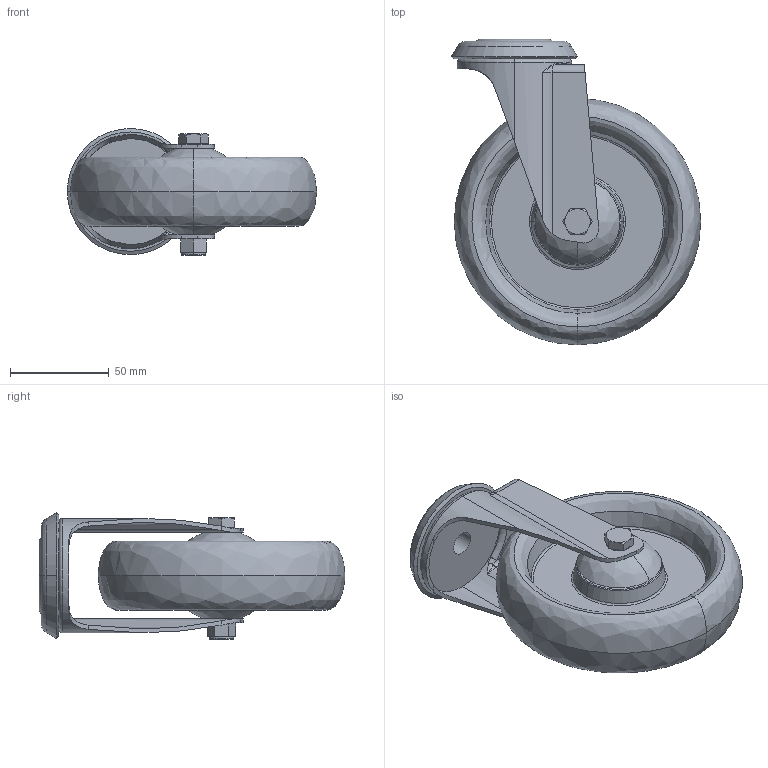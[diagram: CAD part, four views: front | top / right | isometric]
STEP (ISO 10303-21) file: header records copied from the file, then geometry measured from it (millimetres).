
FILE_DESCRIPTION (( 'STEP AP214' ), '1' );
FILE_NAME ('0030129.step', '2021-05-21T07:33:44', ( 'Windows-Benutzer' ), ( '' ), 'SwSTEP 2.0', 'SolidWorks 2020', '' );
FILE_SCHEMA (( 'AUTOMOTIVE_DESIGN' ));
Length unit declared in the file: millimetre
Products named in the file (1): 0030129
Bounding box: 126.5 x 155 x 64.4 mm (x, y, z)
Volume: 280049.7 mm3; surface area: 112545 mm2
Topology: 7 solids, 7 shells, 215 faces, 482 edges, 292 vertices
Faces by surface type: plane 59, cylinder 52, torus 44, cone 36, bspline 24
Entity records: 9011 total; most frequent: CARTESIAN_POINT 1796, DIRECTION 1062, ORIENTED_EDGE 956, EDGE_CURVE 478, AXIS2_PLACEMENT_3D 460, VERTEX_POINT 292, CIRCLE 268, EDGE_LOOP 246
